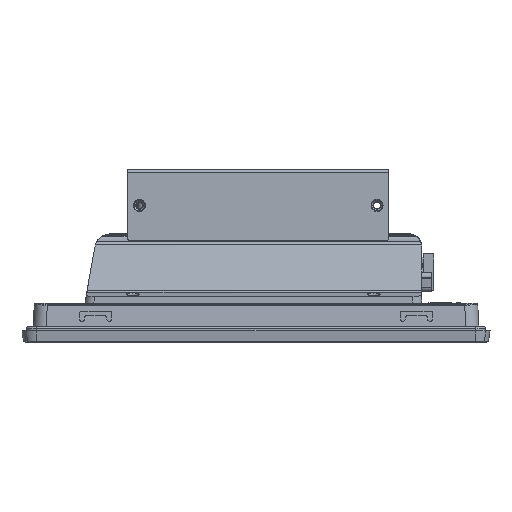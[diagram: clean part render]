
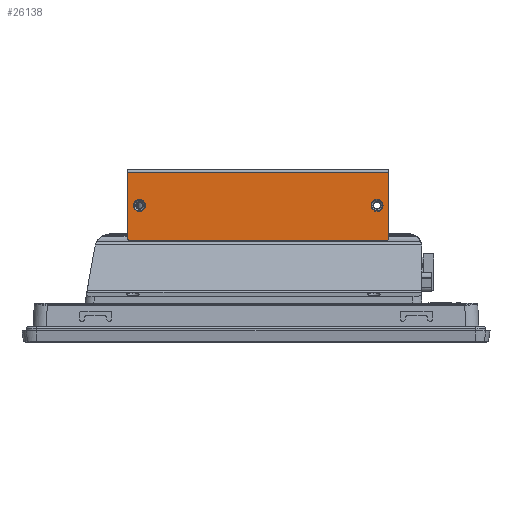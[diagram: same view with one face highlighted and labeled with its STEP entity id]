
A CAD part, left-side view. The second image highlights one B-rep face of the part: STEP entity #26138.
In plain terms, the highlighted planar face has unit normal (-1, 0, 0).
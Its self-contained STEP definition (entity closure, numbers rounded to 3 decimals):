
#2327 = PLANE ( 'NONE',  #83220 ) ;
#2497 = VECTOR ( 'NONE', #130011, 1000. ) ;
#4907 = FACE_BOUND ( 'NONE', #45100, .T. ) ;
#10321 = CIRCLE ( 'NONE', #140668, 1.5 ) ;
#11328 = CARTESIAN_POINT ( 'NONE',  ( -104.35, 58.5, -32.7 ) ) ;
#12076 = ORIENTED_EDGE ( 'NONE', *, *, #158206, .T. ) ;
#13572 = LINE ( 'NONE', #50966, #2497 ) ;
#14032 = VERTEX_POINT ( 'NONE', #132948 ) ;
#15817 = DIRECTION ( 'NONE',  ( 0., 0., 1. ) ) ;
#16076 = ORIENTED_EDGE ( 'NONE', *, *, #160694, .T. ) ;
#17086 = DIRECTION ( 'NONE',  ( 0., 0., 1. ) ) ;
#17958 = EDGE_LOOP ( 'NONE', ( #16076, #91230 ) ) ;
#18356 = CARTESIAN_POINT ( 'NONE',  ( -104.35, 54.5, -16.4 ) ) ;
#21686 = VECTOR ( 'NONE', #119910, 1000. ) ;
#24199 = DIRECTION ( 'NONE',  ( 1., 0., 0. ) ) ;
#26138 = ADVANCED_FACE ( 'NONE', ( #82331, #134152, #4907 ), #2327, .T. ) ;
#26412 = VERTEX_POINT ( 'NONE', #11328 ) ;
#26761 = CARTESIAN_POINT ( 'NONE',  ( -104.35, 0., 0. ) ) ;
#27440 = VERTEX_POINT ( 'NONE', #40854 ) ;
#28859 = AXIS2_PLACEMENT_3D ( 'NONE', #109752, #161540, #17086 ) ;
#30516 = CARTESIAN_POINT ( 'NONE',  ( -104.35, 60., 0. ) ) ;
#32843 = AXIS2_PLACEMENT_3D ( 'NONE', #18356, #97433, #135641 ) ;
#35884 = EDGE_CURVE ( 'NONE', #106041, #131976, #68149, .T. ) ;
#38172 = ORIENTED_EDGE ( 'NONE', *, *, #152121, .T. ) ;
#38637 = DIRECTION ( 'NONE',  ( 0., 0., -1. ) ) ;
#40064 = CARTESIAN_POINT ( 'NONE',  ( -104.35, -60., -31.2 ) ) ;
#40854 = CARTESIAN_POINT ( 'NONE',  ( -104.35, -58.5, -32.7 ) ) ;
#45100 = EDGE_LOOP ( 'NONE', ( #133634, #59434 ) ) ;
#48311 = VECTOR ( 'NONE', #136667, 1000. ) ;
#50966 = CARTESIAN_POINT ( 'NONE',  ( -104.35, 0., -32.7 ) ) ;
#51037 = ORIENTED_EDGE ( 'NONE', *, *, #35884, .F. ) ;
#51408 = CARTESIAN_POINT ( 'NONE',  ( -104.35, 58.5, -31.2 ) ) ;
#52236 = CARTESIAN_POINT ( 'NONE',  ( -104.35, -54.5, -19.15 ) ) ;
#53040 = CARTESIAN_POINT ( 'NONE',  ( -104.35, 60., -31.2 ) ) ;
#59434 = ORIENTED_EDGE ( 'NONE', *, *, #135234, .T. ) ;
#59691 = ORIENTED_EDGE ( 'NONE', *, *, #115922, .T. ) ;
#64909 = ORIENTED_EDGE ( 'NONE', *, *, #104991, .T. ) ;
#67664 = AXIS2_PLACEMENT_3D ( 'NONE', #117928, #92414, #144165 ) ;
#68149 = LINE ( 'NONE', #82585, #151772 ) ;
#72376 = CIRCLE ( 'NONE', #28859, 2.75 ) ;
#73861 = CARTESIAN_POINT ( 'NONE',  ( -104.35, -60., -1.2 ) ) ;
#80723 = LINE ( 'NONE', #30516, #21686 ) ;
#82331 = FACE_OUTER_BOUND ( 'NONE', #110343, .T. ) ;
#82585 = CARTESIAN_POINT ( 'NONE',  ( -104.35, -60., -1.2 ) ) ;
#83220 = AXIS2_PLACEMENT_3D ( 'NONE', #26761, #131317, #87508 ) ;
#83324 = CIRCLE ( 'NONE', #99581, 2.75 ) ;
#87412 = EDGE_CURVE ( 'NONE', #27440, #156392, #159958, .T. ) ;
#87508 = DIRECTION ( 'NONE',  ( 0., 0., 1. ) ) ;
#88333 = AXIS2_PLACEMENT_3D ( 'NONE', #155081, #24199, #153417 ) ;
#89557 = VERTEX_POINT ( 'NONE', #53040 ) ;
#91230 = ORIENTED_EDGE ( 'NONE', *, *, #133844, .T. ) ;
#91464 = DIRECTION ( 'NONE',  ( -1., 0., 0. ) ) ;
#92414 = DIRECTION ( 'NONE',  ( -1., 0., 0. ) ) ;
#93237 = CARTESIAN_POINT ( 'NONE',  ( -104.35, 54.5, -16.4 ) ) ;
#97433 = DIRECTION ( 'NONE',  ( 1., 0., 0. ) ) ;
#99121 = CARTESIAN_POINT ( 'NONE',  ( -104.35, 54.5, -13.65 ) ) ;
#99581 = AXIS2_PLACEMENT_3D ( 'NONE', #93237, #132258, #15817 ) ;
#104430 = VERTEX_POINT ( 'NONE', #52236 ) ;
#104991 = EDGE_CURVE ( 'NONE', #106041, #89557, #80723, .T. ) ;
#106041 = VERTEX_POINT ( 'NONE', #153709 ) ;
#107378 = CIRCLE ( 'NONE', #88333, 2.75 ) ;
#109052 = CIRCLE ( 'NONE', #32843, 2.75 ) ;
#109752 = CARTESIAN_POINT ( 'NONE',  ( -104.35, -54.5, -16.4 ) ) ;
#110343 = EDGE_LOOP ( 'NONE', ( #64909, #38172, #12076, #111942, #59691, #51037 ) ) ;
#111942 = ORIENTED_EDGE ( 'NONE', *, *, #87412, .T. ) ;
#115922 = EDGE_CURVE ( 'NONE', #156392, #131976, #139151, .T. ) ;
#117928 = CARTESIAN_POINT ( 'NONE',  ( -104.35, -58.5, -31.2 ) ) ;
#119910 = DIRECTION ( 'NONE',  ( 0., 0., -1. ) ) ;
#126435 = CARTESIAN_POINT ( 'NONE',  ( -104.35, -60., 0. ) ) ;
#130011 = DIRECTION ( 'NONE',  ( 0., -1., 0. ) ) ;
#130320 = CARTESIAN_POINT ( 'NONE',  ( -104.35, 54.5, -19.15 ) ) ;
#131317 = DIRECTION ( 'NONE',  ( -1., 0., 0. ) ) ;
#131976 = VERTEX_POINT ( 'NONE', #73861 ) ;
#132258 = DIRECTION ( 'NONE',  ( 1., 0., 0. ) ) ;
#132719 = DIRECTION ( 'NONE',  ( 0., -1., 0. ) ) ;
#132948 = CARTESIAN_POINT ( 'NONE',  ( -104.35, -54.5, -13.65 ) ) ;
#133634 = ORIENTED_EDGE ( 'NONE', *, *, #150795, .T. ) ;
#133844 = EDGE_CURVE ( 'NONE', #136652, #150741, #83324, .T. ) ;
#134152 = FACE_BOUND ( 'NONE', #17958, .T. ) ;
#135234 = EDGE_CURVE ( 'NONE', #104430, #14032, #72376, .T. ) ;
#135641 = DIRECTION ( 'NONE',  ( 0., 0., 1. ) ) ;
#136652 = VERTEX_POINT ( 'NONE', #130320 ) ;
#136667 = DIRECTION ( 'NONE',  ( 0., 0., 1. ) ) ;
#139151 = LINE ( 'NONE', #126435, #48311 ) ;
#140668 = AXIS2_PLACEMENT_3D ( 'NONE', #51408, #91464, #38637 ) ;
#144165 = DIRECTION ( 'NONE',  ( 0., 0., -1. ) ) ;
#150741 = VERTEX_POINT ( 'NONE', #99121 ) ;
#150795 = EDGE_CURVE ( 'NONE', #14032, #104430, #107378, .T. ) ;
#151772 = VECTOR ( 'NONE', #132719, 1000. ) ;
#152121 = EDGE_CURVE ( 'NONE', #89557, #26412, #10321, .T. ) ;
#153417 = DIRECTION ( 'NONE',  ( 0., 0., 1. ) ) ;
#153709 = CARTESIAN_POINT ( 'NONE',  ( -104.35, 60., -1.2 ) ) ;
#155081 = CARTESIAN_POINT ( 'NONE',  ( -104.35, -54.5, -16.4 ) ) ;
#156392 = VERTEX_POINT ( 'NONE', #40064 ) ;
#158206 = EDGE_CURVE ( 'NONE', #26412, #27440, #13572, .T. ) ;
#159958 = CIRCLE ( 'NONE', #67664, 1.5 ) ;
#160694 = EDGE_CURVE ( 'NONE', #150741, #136652, #109052, .T. ) ;
#161540 = DIRECTION ( 'NONE',  ( 1., 0., 0. ) ) ;
